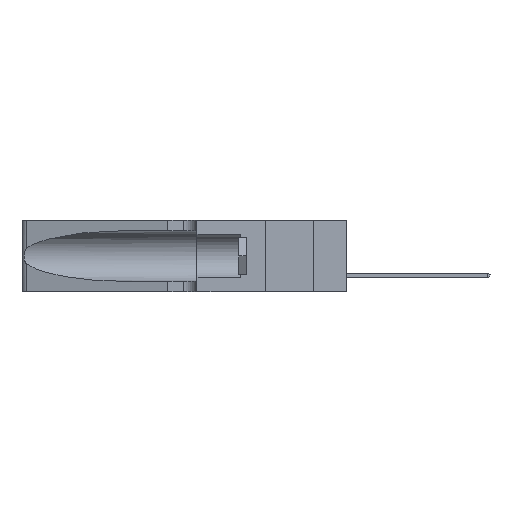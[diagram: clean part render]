
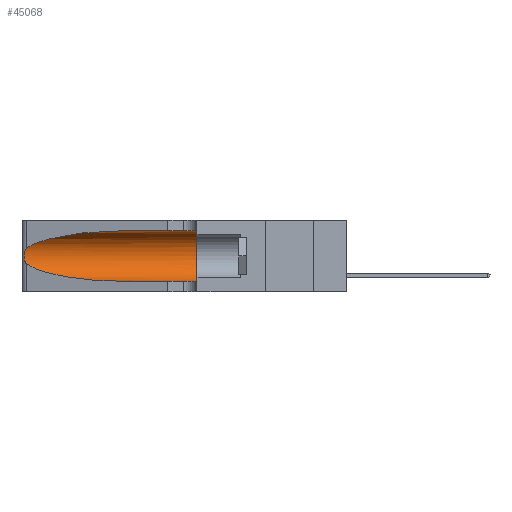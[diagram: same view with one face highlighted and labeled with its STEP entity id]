
A CAD part, left-side view. The second image highlights one B-rep face of the part: STEP entity #45068.
In plain terms, the highlighted cylindrical face has radius 3.308 mm (diameter 6.617 mm), a partial arc.
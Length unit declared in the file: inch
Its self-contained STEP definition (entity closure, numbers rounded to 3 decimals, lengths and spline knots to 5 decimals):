
#246 = DIRECTION ( 'NONE',  ( 0., 0., -1. ) ) ;
#1882 = CARTESIAN_POINT ( 'NONE',  ( 0.26018, 1.23835, 0.19895 ) ) ;
#2038 = VERTEX_POINT ( 'NONE', #31937 ) ;
#2087 = ORIENTED_EDGE ( 'NONE', *, *, #32867, .T. ) ;
#2258 = CARTESIAN_POINT ( 'NONE',  ( 0.25555, 1.22994, 0.2215 ) ) ;
#2622 = CARTESIAN_POINT ( 'NONE',  ( 0.1305, 0.72297, 0.31525 ) ) ;
#6342 = CARTESIAN_POINT ( 'NONE',  ( 0.26075, 1.23896, 0.178 ) ) ;
#6515 = CARTESIAN_POINT ( 'NONE',  ( 0.25639, 1.23186, 0.15144 ) ) ;
#9154 = CARTESIAN_POINT ( 'NONE',  ( 0.1305, 0.35, 0.05475 ) ) ;
#9367 = ORIENTED_EDGE ( 'NONE', *, *, #34559, .F. ) ;
#10035 = VERTEX_POINT ( 'NONE', #15203 ) ;
#10212 = CARTESIAN_POINT ( 'NONE',  ( 0.1305, 0.72297, 0.05475 ) ) ;
#10318 = CARTESIAN_POINT ( 'NONE',  ( 0.25487, 1.22718, 0.14631 ) ) ;
#11037 = VERTEX_POINT ( 'NONE', #10212 ) ;
#11291 = VECTOR ( 'NONE', #47141, 39.37008 ) ;
#11545 = CARTESIAN_POINT ( 'NONE',  ( 0.1305, 0.72297, 0.31525 ) ) ;
#12221 = ORIENTED_EDGE ( 'NONE', *, *, #42823, .T. ) ;
#13187 = DIRECTION ( 'NONE',  ( 0., -1., 0. ) ) ;
#13577 = DIRECTION ( 'NONE',  ( 0., -1., 0. ) ) ;
#14193 = CARTESIAN_POINT ( 'NONE',  ( 0.25487, 1.22718, 0.22369 ) ) ;
#14779 = CARTESIAN_POINT ( 'NONE',  ( 0.18966, 0.96281, 0.05475 ) ) ;
#15124 =( BOUNDED_CURVE ( )  B_SPLINE_CURVE ( 3, ( #23109, #46769, #14779, #34838 ),
 .UNSPECIFIED., .F., .T. ) 
 B_SPLINE_CURVE_WITH_KNOTS ( ( 4, 4 ),
 ( 3.44316, 4.71239 ),
 .UNSPECIFIED. ) 
 CURVE ( )  GEOMETRIC_REPRESENTATION_ITEM ( )  RATIONAL_B_SPLINE_CURVE ( ( 1., 0.87, 0.87, 1. ) ) 
 REPRESENTATION_ITEM ( '' )  );
#15203 = CARTESIAN_POINT ( 'NONE',  ( 0.1305, 0.35, 0.31525 ) ) ;
#16653 = CIRCLE ( 'NONE', #18807, 0.13025 ) ;
#16658 = ORIENTED_EDGE ( 'NONE', *, *, #21705, .F. ) ;
#18807 = AXIS2_PLACEMENT_3D ( 'NONE', #37649, #49909, #50293 ) ;
#19557 = CARTESIAN_POINT ( 'NONE',  ( 0.18966, 0.96281, 0.31525 ) ) ;
#21705 = EDGE_CURVE ( 'NONE', #36950, #10035, #49352, .T. ) ;
#23057 = CARTESIAN_POINT ( 'NONE',  ( 0.1305, 1.61858, 0.185 ) ) ;
#23109 = CARTESIAN_POINT ( 'NONE',  ( 0.25487, 1.22718, 0.14631 ) ) ;
#23670 = EDGE_CURVE ( 'NONE', #36950, #2038, #24278, .T. ) ;
#24278 =( BOUNDED_CURVE ( )  B_SPLINE_CURVE ( 3, ( #11545, #19557, #50557, #43924 ),
 .UNSPECIFIED., .F., .F. ) 
 B_SPLINE_CURVE_WITH_KNOTS ( ( 4, 4 ),
 ( 1.5708, 2.84003 ),
 .UNSPECIFIED. ) 
 CURVE ( )  GEOMETRIC_REPRESENTATION_ITEM ( )  RATIONAL_B_SPLINE_CURVE ( ( 1., 0.87, 0.87, 1. ) ) 
 REPRESENTATION_ITEM ( '' )  );
#25613 = CARTESIAN_POINT ( 'NONE',  ( 0.25639, 1.23184, 0.21858 ) ) ;
#25985 = CARTESIAN_POINT ( 'NONE',  ( 0.25787, 1.23484, 0.2124 ) ) ;
#26329 = CARTESIAN_POINT ( 'NONE',  ( 0.25555, 1.22993, 0.14849 ) ) ;
#26893 = ORIENTED_EDGE ( 'NONE', *, *, #23670, .T. ) ;
#28105 = B_SPLINE_CURVE_WITH_KNOTS ( 'NONE', 3,
 ( #14193, #2258, #25613, #25985, #30213, #1882, #49636, #6342, #34263, #37923, #45641, #6515, #26329, #10318 ),
 .UNSPECIFIED., .F., .F.,
 ( 4, 2, 2, 2, 2, 2, 4 ),
 ( 0., 0.00027, 0.00053, 0.00107, 0.0016, 0.00187, 0.00214 ),
 .UNSPECIFIED. ) ;
#30041 = AXIS2_PLACEMENT_3D ( 'NONE', #23057, #13577, #246 ) ;
#30213 = CARTESIAN_POINT ( 'NONE',  ( 0.25854, 1.2359, 0.20912 ) ) ;
#31937 = CARTESIAN_POINT ( 'NONE',  ( 0.25487, 1.22718, 0.22369 ) ) ;
#32105 = FACE_OUTER_BOUND ( 'NONE', #34494, .T. ) ;
#32542 = CARTESIAN_POINT ( 'NONE',  ( 0.25487, 1.22718, 0.14631 ) ) ;
#32867 = EDGE_CURVE ( 'NONE', #43372, #11037, #15124, .T. ) ;
#34263 = CARTESIAN_POINT ( 'NONE',  ( 0.26017, 1.23833, 0.17102 ) ) ;
#34494 = EDGE_LOOP ( 'NONE', ( #26893, #12221, #2087, #45654, #9367, #16658 ) ) ;
#34559 = EDGE_CURVE ( 'NONE', #10035, #45194, #16653, .T. ) ;
#34838 = CARTESIAN_POINT ( 'NONE',  ( 0.1305, 0.72297, 0.05475 ) ) ;
#36950 = VERTEX_POINT ( 'NONE', #2622 ) ;
#37649 = CARTESIAN_POINT ( 'NONE',  ( 0.1305, 0.35, 0.185 ) ) ;
#37923 = CARTESIAN_POINT ( 'NONE',  ( 0.25856, 1.23593, 0.16098 ) ) ;
#38775 = VECTOR ( 'NONE', #13187, 39.37008 ) ;
#39287 = CARTESIAN_POINT ( 'NONE',  ( 0.1305, 1.61858, 0.05475 ) ) ;
#40298 = EDGE_CURVE ( 'NONE', #11037, #45194, #40637, .T. ) ;
#40637 = LINE ( 'NONE', #39287, #11291 ) ;
#42823 = EDGE_CURVE ( 'NONE', #2038, #43372, #28105, .T. ) ;
#43372 = VERTEX_POINT ( 'NONE', #32542 ) ;
#43924 = CARTESIAN_POINT ( 'NONE',  ( 0.25487, 1.22718, 0.22369 ) ) ;
#44678 = CARTESIAN_POINT ( 'NONE',  ( 0.1305, 1.61858, 0.31525 ) ) ;
#45068 = ADVANCED_FACE ( 'NONE', ( #32105 ), #47153, .F. ) ;
#45194 = VERTEX_POINT ( 'NONE', #9154 ) ;
#45641 = CARTESIAN_POINT ( 'NONE',  ( 0.25789, 1.23486, 0.15765 ) ) ;
#45654 = ORIENTED_EDGE ( 'NONE', *, *, #40298, .T. ) ;
#46769 = CARTESIAN_POINT ( 'NONE',  ( 0.2373, 1.15595, 0.08982 ) ) ;
#47141 = DIRECTION ( 'NONE',  ( 0., -1., 0. ) ) ;
#47153 = CYLINDRICAL_SURFACE ( 'NONE', #30041, 0.13025 ) ;
#49352 = LINE ( 'NONE', #44678, #38775 ) ;
#49636 = CARTESIAN_POINT ( 'NONE',  ( 0.26075, 1.23896, 0.19203 ) ) ;
#49909 = DIRECTION ( 'NONE',  ( 0., 1., 0. ) ) ;
#50293 = DIRECTION ( 'NONE',  ( 0., 0., 1. ) ) ;
#50557 = CARTESIAN_POINT ( 'NONE',  ( 0.2373, 1.15595, 0.28018 ) ) ;
